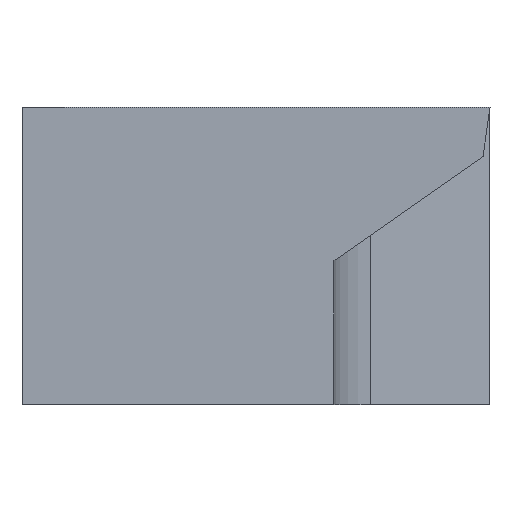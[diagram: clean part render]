
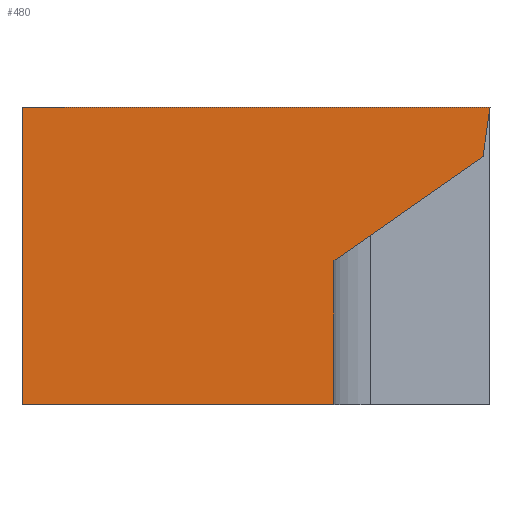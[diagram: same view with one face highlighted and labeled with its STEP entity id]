
A CAD part, left-side view. The second image highlights one B-rep face of the part: STEP entity #480.
In plain terms, the highlighted planar face has unit normal (-1, 0, 0).
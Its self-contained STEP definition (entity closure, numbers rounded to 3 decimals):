
#6 = ORIENTED_EDGE ( 'NONE', *, *, #474, .T. ) ;
#13 = CARTESIAN_POINT ( 'NONE',  ( 0., 7.5, -3. ) ) ;
#25 = DIRECTION ( 'NONE',  ( 0., -1., 0. ) ) ;
#30 = EDGE_CURVE ( 'NONE', #160, #127, #191, .T. ) ;
#39 = LINE ( 'NONE', #297, #193 ) ;
#64 = DIRECTION ( 'NONE',  ( 0., 0., 1. ) ) ;
#73 = CARTESIAN_POINT ( 'NONE',  ( 0., 5., -9.525 ) ) ;
#75 = DIRECTION ( 'NONE',  ( 0., 1., 0. ) ) ;
#108 = ORIENTED_EDGE ( 'NONE', *, *, #153, .T. ) ;
#112 = PLANE ( 'NONE',  #242 ) ;
#127 = VERTEX_POINT ( 'NONE', #411 ) ;
#139 = VECTOR ( 'NONE', #64, 1000. ) ;
#144 = DIRECTION ( 'NONE',  ( 0., -0.819, 0.574 ) ) ;
#147 = LINE ( 'NONE', #452, #473 ) ;
#153 = EDGE_CURVE ( 'NONE', #263, #127, #336, .T. ) ;
#156 = VERTEX_POINT ( 'NONE', #403 ) ;
#160 = VERTEX_POINT ( 'NONE', #445 ) ;
#161 = VERTEX_POINT ( 'NONE', #290 ) ;
#173 = EDGE_CURVE ( 'NONE', #161, #263, #39, .T. ) ;
#191 = LINE ( 'NONE', #362, #139 ) ;
#193 = VECTOR ( 'NONE', #457, 1000. ) ;
#204 = EDGE_CURVE ( 'NONE', #156, #432, #312, .T. ) ;
#223 = CARTESIAN_POINT ( 'NONE',  ( 0., 0., 0. ) ) ;
#241 = ORIENTED_EDGE ( 'NONE', *, *, #173, .T. ) ;
#242 = AXIS2_PLACEMENT_3D ( 'NONE', #13, #275, #334 ) ;
#263 = VERTEX_POINT ( 'NONE', #223 ) ;
#275 = DIRECTION ( 'NONE',  ( 1., 0., 0. ) ) ;
#280 = VECTOR ( 'NONE', #75, 1000. ) ;
#284 = EDGE_LOOP ( 'NONE', ( #108, #316, #6, #477, #352, #241 ) ) ;
#290 = CARTESIAN_POINT ( 'NONE',  ( 0., 0.22, -1.565 ) ) ;
#297 = CARTESIAN_POINT ( 'NONE',  ( 0., 0., 0. ) ) ;
#312 = LINE ( 'NONE', #73, #398 ) ;
#316 = ORIENTED_EDGE ( 'NONE', *, *, #30, .F. ) ;
#334 = DIRECTION ( 'NONE',  ( 0., -1., 0. ) ) ;
#336 = LINE ( 'NONE', #389, #280 ) ;
#338 = LINE ( 'NONE', #417, #371 ) ;
#352 = ORIENTED_EDGE ( 'NONE', *, *, #369, .T. ) ;
#362 = CARTESIAN_POINT ( 'NONE',  ( 0., 15., -9.525 ) ) ;
#369 = EDGE_CURVE ( 'NONE', #432, #161, #147, .T. ) ;
#371 = VECTOR ( 'NONE', #25, 1000. ) ;
#389 = CARTESIAN_POINT ( 'NONE',  ( 0., 8.446, 0. ) ) ;
#398 = VECTOR ( 'NONE', #446, 1000. ) ;
#403 = CARTESIAN_POINT ( 'NONE',  ( 0., 5., -9.525 ) ) ;
#411 = CARTESIAN_POINT ( 'NONE',  ( 0., 15., 0. ) ) ;
#412 = CARTESIAN_POINT ( 'NONE',  ( 0., 5., -4.912 ) ) ;
#417 = CARTESIAN_POINT ( 'NONE',  ( 0., 25., -9.525 ) ) ;
#422 = FACE_OUTER_BOUND ( 'NONE', #284, .T. ) ;
#432 = VERTEX_POINT ( 'NONE', #412 ) ;
#445 = CARTESIAN_POINT ( 'NONE',  ( 0., 15., -9.525 ) ) ;
#446 = DIRECTION ( 'NONE',  ( 0., 0., 1. ) ) ;
#452 = CARTESIAN_POINT ( 'NONE',  ( 0., 0.22, -1.565 ) ) ;
#457 = DIRECTION ( 'NONE',  ( 0., -0.139, 0.99 ) ) ;
#473 = VECTOR ( 'NONE', #144, 1000. ) ;
#474 = EDGE_CURVE ( 'NONE', #160, #156, #338, .T. ) ;
#477 = ORIENTED_EDGE ( 'NONE', *, *, #204, .T. ) ;
#480 = ADVANCED_FACE ( 'NONE', ( #422 ), #112, .F. ) ;
